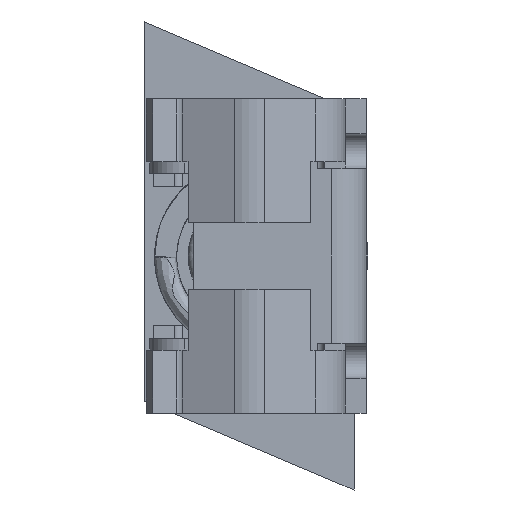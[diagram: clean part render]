
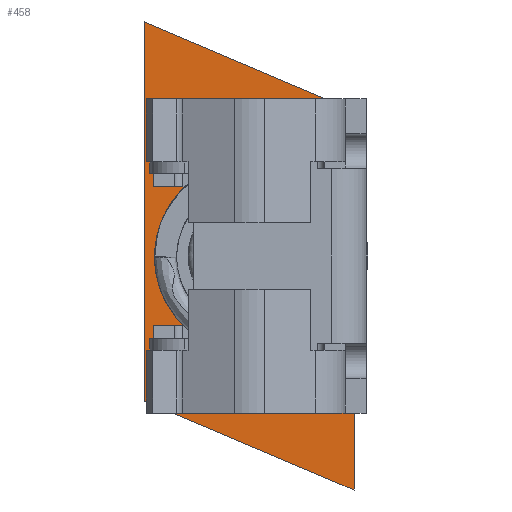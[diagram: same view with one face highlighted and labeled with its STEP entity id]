
A CAD part, front view. The second image highlights one B-rep face of the part: STEP entity #458.
In plain terms, the highlighted planar face has unit normal (0, -1, 0).
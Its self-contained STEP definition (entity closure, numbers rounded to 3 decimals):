
#42=FACE_BOUND('',#909,.T.);
#43=FACE_BOUND('',#910,.T.);
#204=CIRCLE('',#3660,1.65);
#458=ADVANCED_FACE('',(#42,#43),#564,.F.);
#564=PLANE('',#3661);
#909=EDGE_LOOP('',(#1966));
#910=EDGE_LOOP('',(#1967,#1968,#1969,#1970));
#1966=ORIENTED_EDGE('',*,*,#2828,.T.);
#1967=ORIENTED_EDGE('',*,*,#2818,.T.);
#1968=ORIENTED_EDGE('',*,*,#2827,.T.);
#1969=ORIENTED_EDGE('',*,*,#2824,.T.);
#1970=ORIENTED_EDGE('',*,*,#2821,.T.);
#2333=VERTEX_POINT('',#105111);
#2334=VERTEX_POINT('',#105113);
#2336=VERTEX_POINT('',#105119);
#2338=VERTEX_POINT('',#105125);
#2339=VERTEX_POINT('',#105132);
#2818=EDGE_CURVE('',#2334,#2333,#3127,.T.);
#2821=EDGE_CURVE('',#2336,#2334,#3130,.T.);
#2824=EDGE_CURVE('',#2338,#2336,#3133,.T.);
#2827=EDGE_CURVE('',#2333,#2338,#3136,.T.);
#2828=EDGE_CURVE('',#2339,#2339,#204,.T.);
#3127=LINE('',#105112,#3419);
#3130=LINE('',#105118,#3422);
#3133=LINE('',#105124,#3425);
#3136=LINE('',#105129,#3428);
#3419=VECTOR('',#4391,1.);
#3422=VECTOR('',#4396,1.);
#3425=VECTOR('',#4401,1.);
#3428=VECTOR('',#4406,1.);
#3660=AXIS2_PLACEMENT_3D('',#105131,#4409,#4410);
#3661=AXIS2_PLACEMENT_3D('',#105133,#4411,#4412);
#4391=DIRECTION('',(0.,0.,-1.));
#4396=DIRECTION('',(-0.921,0.,0.391));
#4401=DIRECTION('',(0.,0.,1.));
#4406=DIRECTION('',(0.921,0.,-0.391));
#4409=DIRECTION('',(0.,1.,0.));
#4410=DIRECTION('',(0.,0.,-1.));
#4411=DIRECTION('',(0.,1.,0.));
#4412=DIRECTION('',(0.,0.,1.));
#105111=CARTESIAN_POINT('',(-44.251,50.562,-8.303));
#105112=CARTESIAN_POINT('',(-44.251,50.562,-8.303));
#105113=CARTESIAN_POINT('',(-44.251,50.562,13.397));
#105118=CARTESIAN_POINT('',(-44.251,50.562,13.397));
#105119=CARTESIAN_POINT('',(-32.251,50.562,8.303));
#105124=CARTESIAN_POINT('',(-32.251,50.562,8.303));
#105125=CARTESIAN_POINT('',(-32.251,50.562,-13.397));
#105129=CARTESIAN_POINT('',(-32.251,50.562,-13.397));
#105131=CARTESIAN_POINT('',(-38.251,50.562,0.));
#105132=CARTESIAN_POINT('',(-38.251,50.562,-1.65));
#105133=CARTESIAN_POINT('',(-32.251,50.562,-13.397));
